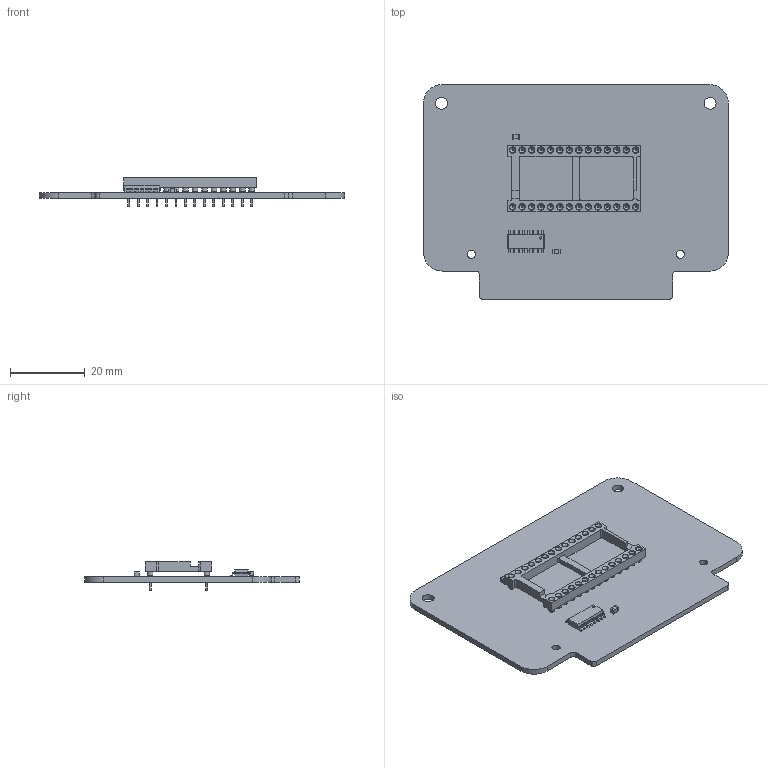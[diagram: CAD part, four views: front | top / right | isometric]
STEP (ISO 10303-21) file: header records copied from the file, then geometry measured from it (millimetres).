
FILE_DESCRIPTION(('KiCad electronic assembly'),'2;1');
FILE_NAME('ROM Cart.step','2025-09-17T04:08:38',('Pcbnew'),('Kicad'), 'Open CASCADE STEP processor 7.8','KiCad to STEP converter','Unknown' );
FILE_SCHEMA(('AUTOMOTIVE_DESIGN { 1 0 10303 214 1 1 1 1 }'));
Length unit declared in the file: millimetre
Products named in the file (5): ROM Cart 1; SOIC-16_3.9x9.9mm_P1.27mm; C_0805_2012Metric; DIP-28_W15.24mm_Socket; ROM Cart_PCB
Assembly tree (5 placements, depth 2):
  ROM Cart 1
    SOIC-16_3.9x9.9mm_P1.27mm
    C_0805_2012Metric  x2
    DIP-28_W15.24mm_Socket
    ROM Cart_PCB
Bounding box: 81.8 x 57.62 x 7.79 mm (x, y, z)
Volume: 7502.5 mm3; surface area: 11120.6 mm2
Topology: 5 solids, 5 shells, 748 faces, 1655 edges, 1060 vertices
Faces by surface type: plane 396, cylinder 252, cone 84, bspline 16
Full cylindrical faces by diameter (mm): 0.508 x56, 0.8 x28, 1.524 x28, 1.724 x28, 2.2 x2, 3.2 x2
Entity records: 25197 total; most frequent: DIRECTION 3572, CARTESIAN_POINT 3393, ORIENTED_EDGE 3166, EDGE_CURVE 1583, AXIS2_PLACEMENT_3D 1303, VERTEX_POINT 1012, LINE 966, VECTOR 966
